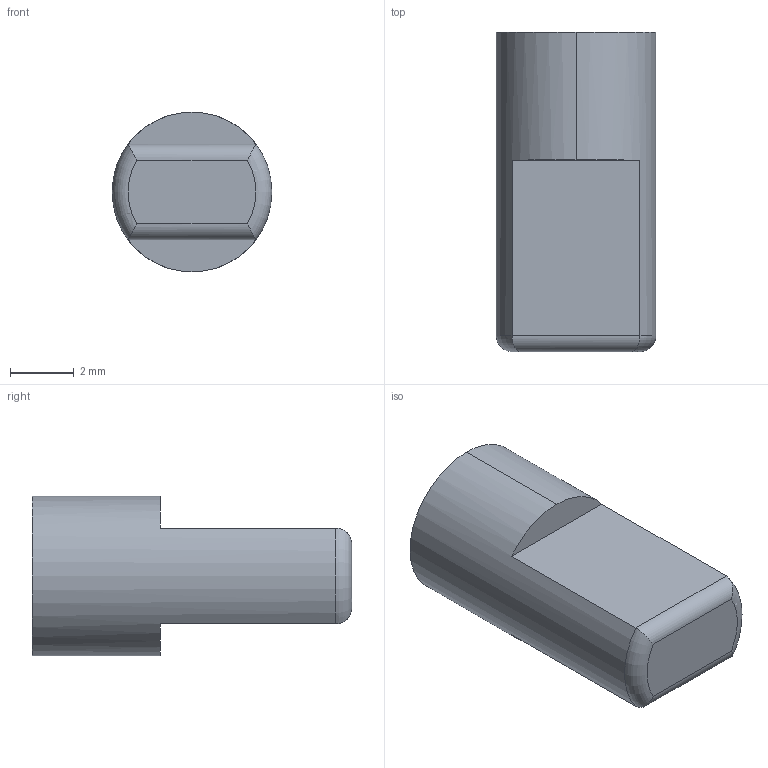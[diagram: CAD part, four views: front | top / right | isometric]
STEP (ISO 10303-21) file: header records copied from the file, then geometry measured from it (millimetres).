
FILE_DESCRIPTION (( 'STEP AP203' ), '1' );
FILE_NAME ('28BYJ-48 Shaft.step.STEP', '2024-10-17T18:32:35', ( '' ), ( '' ), 'SwSTEP 2.0', 'SolidWorks 2024', '' );
FILE_SCHEMA (( 'CONFIG_CONTROL_DESIGN' ));
Length unit declared in the file: millimetre
Products named in the file (1): 28BYJ-48 Shaft.step
Bounding box: 5 x 10 x 5 mm (x, y, z)
Volume: 162.1 mm3; surface area: 185.5 mm2
Topology: 1 solids, 1 shells, 12 faces, 26 edges, 16 vertices
Faces by surface type: plane 6, cylinder 4, torus 2
Entity records: 447 total; most frequent: CARTESIAN_POINT 107, DIRECTION 58, ORIENTED_EDGE 52, EDGE_CURVE 26, AXIS2_PLACEMENT_3D 23, VERTEX_POINT 16, VECTOR 12, EDGE_LOOP 12
